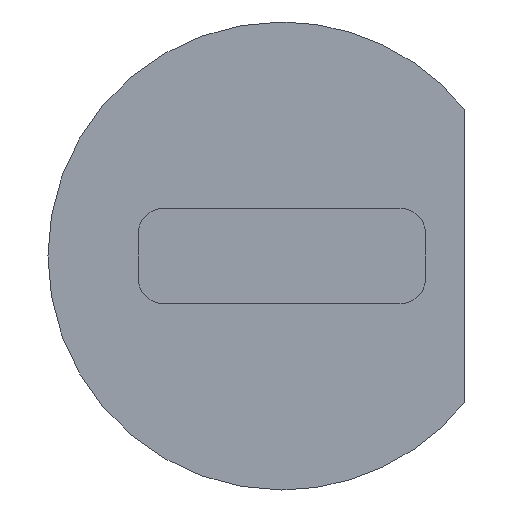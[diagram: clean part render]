
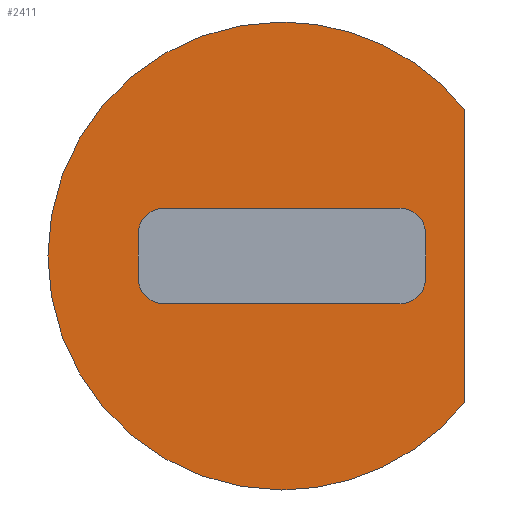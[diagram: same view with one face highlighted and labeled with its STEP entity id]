
A CAD part, front view. The second image highlights one B-rep face of the part: STEP entity #2411.
In plain terms, the highlighted planar face has unit normal (0, -1, 0).
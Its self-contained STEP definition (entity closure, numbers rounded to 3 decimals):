
#2 = CARTESIAN_POINT ( 'NONE',  ( -3.7, 10., 1.5 ) ) ;
#39 = AXIS2_PLACEMENT_3D ( 'NONE', #729, #1314, #2607 ) ;
#54 = LINE ( 'NONE', #1268, #3280 ) ;
#66 = DIRECTION ( 'NONE',  ( 0., -1., 0. ) ) ;
#105 = VECTOR ( 'NONE', #3236, 1000. ) ;
#106 = EDGE_CURVE ( 'NONE', #701, #3606, #561, .T. ) ;
#140 = VERTEX_POINT ( 'NONE', #653 ) ;
#158 = EDGE_CURVE ( 'NONE', #1859, #2895, #1380, .T. ) ;
#170 = ORIENTED_EDGE ( 'NONE', *, *, #1172, .F. ) ;
#254 = ORIENTED_EDGE ( 'NONE', *, *, #158, .T. ) ;
#275 = EDGE_CURVE ( 'NONE', #2543, #1829, #2390, .T. ) ;
#296 = AXIS2_PLACEMENT_3D ( 'NONE', #3066, #340, #1980 ) ;
#329 = ORIENTED_EDGE ( 'NONE', *, *, #1638, .T. ) ;
#340 = DIRECTION ( 'NONE',  ( 0., 1., 0. ) ) ;
#393 = CARTESIAN_POINT ( 'NONE',  ( 5.708, 10., -4.602 ) ) ;
#428 = CIRCLE ( 'NONE', #2588, 7.333 ) ;
#475 = ORIENTED_EDGE ( 'NONE', *, *, #1293, .F. ) ;
#561 = CIRCLE ( 'NONE', #2334, 0.8 ) ;
#611 = VERTEX_POINT ( 'NONE', #3352 ) ;
#653 = CARTESIAN_POINT ( 'NONE',  ( -4.5, 10., -0.7 ) ) ;
#679 = CARTESIAN_POINT ( 'NONE',  ( 0., 10., -7.333 ) ) ;
#698 = CARTESIAN_POINT ( 'NONE',  ( -4.5, 10., 0.7 ) ) ;
#701 = VERTEX_POINT ( 'NONE', #3589 ) ;
#729 = CARTESIAN_POINT ( 'NONE',  ( 0., 10., 0. ) ) ;
#736 = VERTEX_POINT ( 'NONE', #1794 ) ;
#739 = CARTESIAN_POINT ( 'NONE',  ( -4.5, 10., 1.5 ) ) ;
#759 = DIRECTION ( 'NONE',  ( 0., 0., -1. ) ) ;
#835 = ORIENTED_EDGE ( 'NONE', *, *, #1811, .F. ) ;
#845 = EDGE_CURVE ( 'NONE', #3398, #3720, #2799, .T. ) ;
#947 = DIRECTION ( 'NONE',  ( 0., 0., -1. ) ) ;
#970 = CARTESIAN_POINT ( 'NONE',  ( 4.5, 10., 1.5 ) ) ;
#998 = ORIENTED_EDGE ( 'NONE', *, *, #2509, .T. ) ;
#1046 = ORIENTED_EDGE ( 'NONE', *, *, #1344, .T. ) ;
#1050 = CARTESIAN_POINT ( 'NONE',  ( 0., 10., 0. ) ) ;
#1089 = EDGE_LOOP ( 'NONE', ( #3929, #3813, #329, #1528 ) ) ;
#1092 = DIRECTION ( 'NONE',  ( 0., 0., -1. ) ) ;
#1141 = CARTESIAN_POINT ( 'NONE',  ( 3.7, 10., -0.7 ) ) ;
#1160 = DIRECTION ( 'NONE',  ( 0., 0., -1. ) ) ;
#1172 = EDGE_CURVE ( 'NONE', #1859, #140, #54, .T. ) ;
#1186 = EDGE_LOOP ( 'NONE', ( #835, #998, #3351, #1046, #170, #254, #475, #2615 ) ) ;
#1189 = CIRCLE ( 'NONE', #3219, 0.8 ) ;
#1248 = VECTOR ( 'NONE', #3100, 1000. ) ;
#1252 = CIRCLE ( 'NONE', #2337, 0.8 ) ;
#1268 = CARTESIAN_POINT ( 'NONE',  ( -4.5, 10., 1.5 ) ) ;
#1293 = EDGE_CURVE ( 'NONE', #701, #2895, #2033, .T. ) ;
#1314 = DIRECTION ( 'NONE',  ( 0., -1., 0. ) ) ;
#1328 = FACE_OUTER_BOUND ( 'NONE', #1089, .T. ) ;
#1344 = EDGE_CURVE ( 'NONE', #736, #140, #1252, .T. ) ;
#1380 = CIRCLE ( 'NONE', #296, 0.8 ) ;
#1392 = FACE_BOUND ( 'NONE', #1186, .T. ) ;
#1413 = DIRECTION ( 'NONE',  ( 0., 0., -1. ) ) ;
#1508 = CIRCLE ( 'NONE', #3917, 7.333 ) ;
#1528 = ORIENTED_EDGE ( 'NONE', *, *, #845, .T. ) ;
#1563 = LINE ( 'NONE', #970, #2393 ) ;
#1638 = EDGE_CURVE ( 'NONE', #1829, #3398, #428, .T. ) ;
#1644 = EDGE_CURVE ( 'NONE', #3720, #2543, #1508, .T. ) ;
#1669 = CARTESIAN_POINT ( 'NONE',  ( 5.708, 10., 4.602 ) ) ;
#1671 = CARTESIAN_POINT ( 'NONE',  ( -3.7, 10., -0.7 ) ) ;
#1729 = CARTESIAN_POINT ( 'NONE',  ( 5.708, 10., -4.602 ) ) ;
#1794 = CARTESIAN_POINT ( 'NONE',  ( -3.7, 10., -1.5 ) ) ;
#1811 = EDGE_CURVE ( 'NONE', #3293, #3606, #1563, .T. ) ;
#1829 = VERTEX_POINT ( 'NONE', #679 ) ;
#1859 = VERTEX_POINT ( 'NONE', #698 ) ;
#1888 = DIRECTION ( 'NONE',  ( 0., 0., -1. ) ) ;
#1980 = DIRECTION ( 'NONE',  ( 0., 0., -1. ) ) ;
#2033 = LINE ( 'NONE', #739, #105 ) ;
#2167 = CARTESIAN_POINT ( 'NONE',  ( 4.5, 10., 0.7 ) ) ;
#2182 = DIRECTION ( 'NONE',  ( 0., 0., 1. ) ) ;
#2207 = AXIS2_PLACEMENT_3D ( 'NONE', #1050, #2558, #759 ) ;
#2334 = AXIS2_PLACEMENT_3D ( 'NONE', #2448, #3654, #947 ) ;
#2337 = AXIS2_PLACEMENT_3D ( 'NONE', #1671, #2599, #1092 ) ;
#2357 = DIRECTION ( 'NONE',  ( 0., 1., 0. ) ) ;
#2390 = CIRCLE ( 'NONE', #39, 7.333 ) ;
#2393 = VECTOR ( 'NONE', #2182, 1000. ) ;
#2407 = DIRECTION ( 'NONE',  ( 1., 0., 0. ) ) ;
#2411 = ADVANCED_FACE ( 'NONE', ( #1392, #1328 ), #3746, .T. ) ;
#2448 = CARTESIAN_POINT ( 'NONE',  ( 3.7, 10., 0.7 ) ) ;
#2509 = EDGE_CURVE ( 'NONE', #3293, #611, #1189, .T. ) ;
#2543 = VERTEX_POINT ( 'NONE', #3266 ) ;
#2558 = DIRECTION ( 'NONE',  ( 0., -1., 0. ) ) ;
#2588 = AXIS2_PLACEMENT_3D ( 'NONE', #3718, #66, #1888 ) ;
#2599 = DIRECTION ( 'NONE',  ( 0., 1., 0. ) ) ;
#2607 = DIRECTION ( 'NONE',  ( 0., 0., -1. ) ) ;
#2615 = ORIENTED_EDGE ( 'NONE', *, *, #106, .T. ) ;
#2665 = CARTESIAN_POINT ( 'NONE',  ( -4.5, 10., -1.5 ) ) ;
#2684 = LINE ( 'NONE', #2665, #3344 ) ;
#2755 = CARTESIAN_POINT ( 'NONE',  ( 0., 10., 0. ) ) ;
#2799 = LINE ( 'NONE', #393, #1248 ) ;
#2895 = VERTEX_POINT ( 'NONE', #2 ) ;
#3053 = DIRECTION ( 'NONE',  ( 0., -1., 0. ) ) ;
#3066 = CARTESIAN_POINT ( 'NONE',  ( -3.7, 10., 0.7 ) ) ;
#3100 = DIRECTION ( 'NONE',  ( 0., 0., 1. ) ) ;
#3219 = AXIS2_PLACEMENT_3D ( 'NONE', #1141, #2357, #1160 ) ;
#3236 = DIRECTION ( 'NONE',  ( -1., 0., 0. ) ) ;
#3266 = CARTESIAN_POINT ( 'NONE',  ( 0., 10., 7.333 ) ) ;
#3280 = VECTOR ( 'NONE', #1413, 1000. ) ;
#3293 = VERTEX_POINT ( 'NONE', #3780 ) ;
#3344 = VECTOR ( 'NONE', #2407, 1000. ) ;
#3351 = ORIENTED_EDGE ( 'NONE', *, *, #3449, .F. ) ;
#3352 = CARTESIAN_POINT ( 'NONE',  ( 3.7, 10., -1.5 ) ) ;
#3398 = VERTEX_POINT ( 'NONE', #1729 ) ;
#3449 = EDGE_CURVE ( 'NONE', #736, #611, #2684, .T. ) ;
#3589 = CARTESIAN_POINT ( 'NONE',  ( 3.7, 10., 1.5 ) ) ;
#3606 = VERTEX_POINT ( 'NONE', #2167 ) ;
#3654 = DIRECTION ( 'NONE',  ( 0., 1., 0. ) ) ;
#3662 = DIRECTION ( 'NONE',  ( 0., 0., -1. ) ) ;
#3718 = CARTESIAN_POINT ( 'NONE',  ( 0., 10., 0. ) ) ;
#3720 = VERTEX_POINT ( 'NONE', #1669 ) ;
#3746 = PLANE ( 'NONE',  #2207 ) ;
#3780 = CARTESIAN_POINT ( 'NONE',  ( 4.5, 10., -0.7 ) ) ;
#3813 = ORIENTED_EDGE ( 'NONE', *, *, #275, .T. ) ;
#3917 = AXIS2_PLACEMENT_3D ( 'NONE', #2755, #3053, #3662 ) ;
#3929 = ORIENTED_EDGE ( 'NONE', *, *, #1644, .T. ) ;
